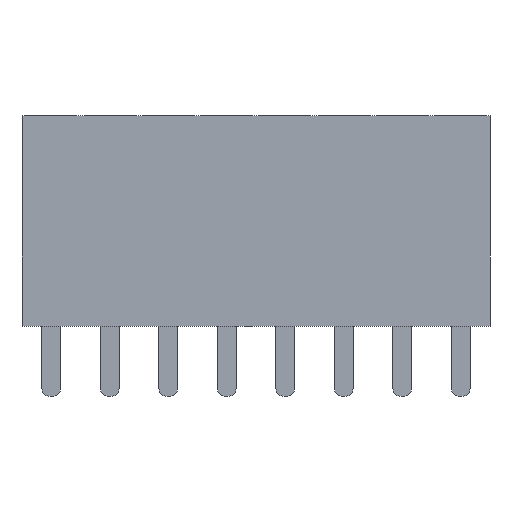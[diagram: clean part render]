
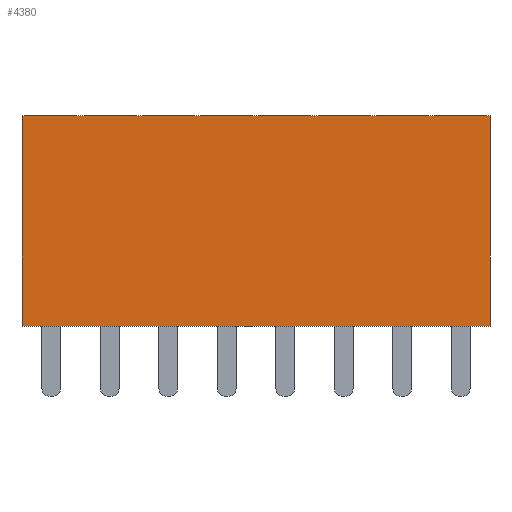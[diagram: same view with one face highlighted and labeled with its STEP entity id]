
A CAD part, left-side view. The second image highlights one B-rep face of the part: STEP entity #4380.
In plain terms, the highlighted planar face has unit normal (-1, 0, 0).
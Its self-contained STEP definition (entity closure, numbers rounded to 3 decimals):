
#358=FACE_OUTER_BOUND('',#616,.T.);
#616=EDGE_LOOP('',(#3383,#3384,#3385,#3386));
#786=LINE('',#6083,#1298);
#971=LINE('',#6502,#1483);
#1001=LINE('',#6567,#1513);
#1002=LINE('',#6569,#1514);
#1298=VECTOR('',#4918,10.);
#1483=VECTOR('',#5301,10.);
#1513=VECTOR('',#5369,10.);
#1514=VECTOR('',#5372,10.);
#1802=VERTEX_POINT('',#6080);
#1803=VERTEX_POINT('',#6082);
#1937=VERTEX_POINT('',#6499);
#1938=VERTEX_POINT('',#6501);
#2230=EDGE_CURVE('',#1802,#1803,#786,.T.);
#2439=EDGE_CURVE('',#1938,#1937,#971,.T.);
#2473=EDGE_CURVE('',#1803,#1937,#1001,.T.);
#2474=EDGE_CURVE('',#1802,#1938,#1002,.T.);
#3383=ORIENTED_EDGE('',*,*,#2474,.T.);
#3384=ORIENTED_EDGE('',*,*,#2439,.T.);
#3385=ORIENTED_EDGE('',*,*,#2473,.F.);
#3386=ORIENTED_EDGE('',*,*,#2230,.F.);
#4186=PLANE('',#4664);
#4380=ADVANCED_FACE('',(#358),#4186,.T.);
#4664=AXIS2_PLACEMENT_3D('',#6568,#5370,#5371);
#4918=DIRECTION('',(0.,0.,1.));
#5301=DIRECTION('',(0.,0.,1.));
#5369=DIRECTION('',(0.,-1.,0.));
#5370=DIRECTION('center_axis',(-1.,0.,0.));
#5371=DIRECTION('ref_axis',(0.,-1.,0.));
#5372=DIRECTION('',(0.,-1.,0.));
#6080=CARTESIAN_POINT('',(-1.25,18.75,0.));
#6082=CARTESIAN_POINT('',(-1.25,18.75,9.));
#6083=CARTESIAN_POINT('',(-1.25,18.75,0.));
#6499=CARTESIAN_POINT('',(-1.25,-1.25,9.));
#6501=CARTESIAN_POINT('',(-1.25,-1.25,0.));
#6502=CARTESIAN_POINT('',(-1.25,-1.25,0.));
#6567=CARTESIAN_POINT('',(-1.25,18.75,9.));
#6568=CARTESIAN_POINT('Origin',(-1.25,1.25,0.));
#6569=CARTESIAN_POINT('',(-1.25,18.75,0.));
